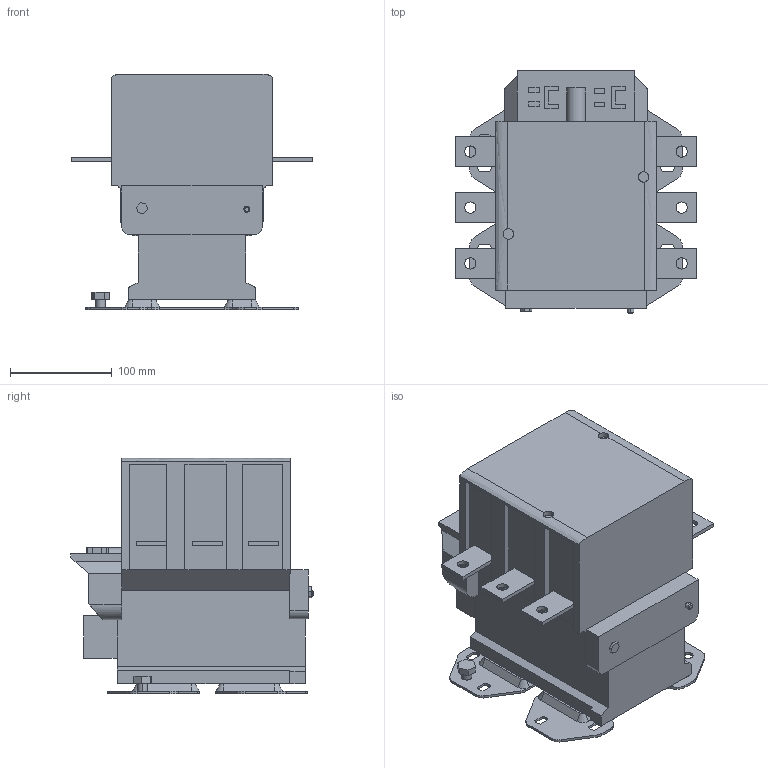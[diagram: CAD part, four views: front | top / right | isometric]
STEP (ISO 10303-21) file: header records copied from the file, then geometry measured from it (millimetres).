
FILE_DESCRIPTION (( 'STEP AP203' ), '1' );
FILE_NAME ('ﾊﾒﾝ-500ﾀ.STEP', '2018-03-21T11:01:48', ( '' ), ( '' ), 'SwSTEP 2.0', 'SolidWorks 2017', '' );
FILE_SCHEMA (( 'CONFIG_CONTROL_DESIGN' ));
Length unit declared in the file: millimetre
Products named in the file (1): ﾊﾒﾝ-500ﾀ
Bounding box: 238 x 238.63 x 232 mm (x, y, z)
Volume: 5633029.3 mm3; surface area: 309539.1 mm2
Topology: 1 solids, 1 shells, 400 faces, 1112 edges, 734 vertices
Faces by surface type: plane 297, cylinder 83, cone 18, bspline 2
Entity records: 12909 total; most frequent: CARTESIAN_POINT 2339, ORIENTED_EDGE 2224, DIRECTION 2104, EDGE_CURVE 1112, VECTOR 894, LINE 894, VERTEX_POINT 734, AXIS2_PLACEMENT_3D 605
